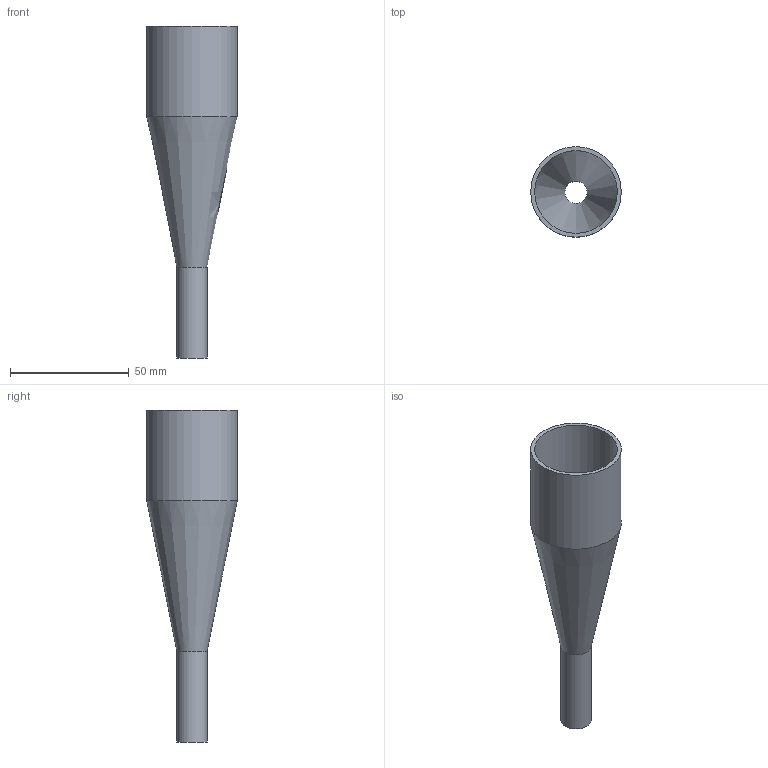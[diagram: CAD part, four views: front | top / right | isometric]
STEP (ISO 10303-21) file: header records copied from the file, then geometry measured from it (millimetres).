
FILE_DESCRIPTION(/* description */ (''),/* implementation_level */ '2;1');
FILE_NAME(/* name */ 'S31-15X.50.stp',/* time_stamp */ '2018-11-28T16:26:00-05:00',/* author */ ('rick'),/* organization */ (''),/* preprocessor_version */ 'ST-DEVELOPER v15.2',/* originating_system */ 'Autodesk Inventor 2014',/* authorisation */ '');
FILE_SCHEMA (('AUTOMOTIVE_DESIGN { 1 0 10303 214 3 1 1 }'));
Length unit declared in the file: inch
Products named in the file (1): S31-15X.50
Bounding box: 38.1 x 38.1 x 139.7 mm (x, y, z)
Volume: 17205.6 mm3; surface area: 21303.4 mm2
Topology: 1 solids, 1 shells, 386 faces, 1050 edges, 700 vertices
Faces by surface type: bspline 194, plane 152, cone 36, cylinder 4
Full cylindrical faces by diameter (mm): 9.398 x1, 12.7 x1, 34.798 x1, 38.1 x1
Entity records: 15642 total; most frequent: CARTESIAN_POINT 7080, ORIENTED_EDGE 2080, DIRECTION 1193, EDGE_CURVE 1040, VERTEX_POINT 696, LINE 475, VECTOR 475, EDGE_LOOP 428
